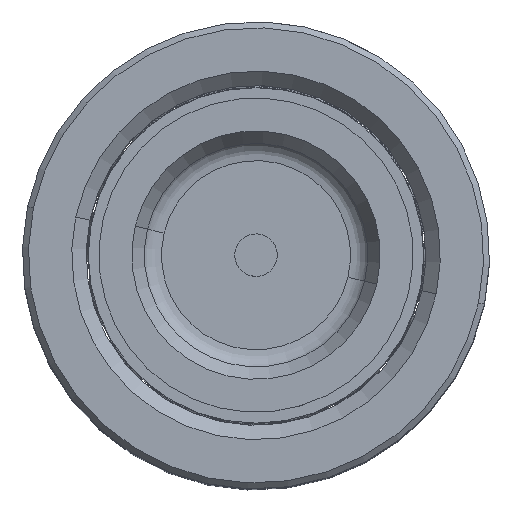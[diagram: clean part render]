
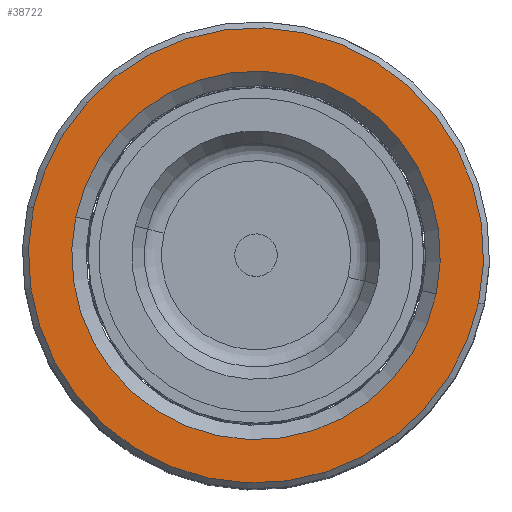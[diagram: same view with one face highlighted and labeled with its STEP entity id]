
A CAD part, top view. The second image highlights one B-rep face of the part: STEP entity #38722.
In plain terms, the highlighted planar face has unit normal (0, 0, 1).
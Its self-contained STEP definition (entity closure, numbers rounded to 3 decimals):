
#1549 = DIRECTION ( 'NONE',  ( 0., 0., -1. ) ) ;
#2224 = ORIENTED_EDGE ( 'NONE', *, *, #41651, .T. ) ;
#5416 = AXIS2_PLACEMENT_3D ( 'NONE', #6590, #16940, #7039 ) ;
#5490 = CIRCLE ( 'NONE', #5416, 21.7 ) ;
#6590 = CARTESIAN_POINT ( 'NONE',  ( 0., 0., 80. ) ) ;
#7039 = DIRECTION ( 'NONE',  ( 1., 0., 0. ) ) ;
#7190 = ORIENTED_EDGE ( 'NONE', *, *, #35968, .T. ) ;
#7702 = EDGE_CURVE ( 'NONE', #23887, #29746, #16433, .T. ) ;
#9234 = FACE_BOUND ( 'NONE', #20653, .T. ) ;
#11721 = DIRECTION ( 'NONE',  ( 1., 0., 0. ) ) ;
#12476 = DIRECTION ( 'NONE',  ( 0., 0., 1. ) ) ;
#14436 = PLANE ( 'NONE',  #39315 ) ;
#15272 = DIRECTION ( 'NONE',  ( 0., 0., 1. ) ) ;
#16433 = CIRCLE ( 'NONE', #38654, 26.8 ) ;
#16644 = DIRECTION ( 'NONE',  ( 1., 0., 0. ) ) ;
#16940 = DIRECTION ( 'NONE',  ( 0., 0., -1. ) ) ;
#17074 = VERTEX_POINT ( 'NONE', #37252 ) ;
#17091 = CARTESIAN_POINT ( 'NONE',  ( 0., 0., 80. ) ) ;
#17256 = AXIS2_PLACEMENT_3D ( 'NONE', #22519, #12476, #29174 ) ;
#20653 = EDGE_LOOP ( 'NONE', ( #37581, #7190 ) ) ;
#21801 = CARTESIAN_POINT ( 'NONE',  ( 0., 0., 80. ) ) ;
#22285 = VERTEX_POINT ( 'NONE', #35609 ) ;
#22519 = CARTESIAN_POINT ( 'NONE',  ( 0., 0., 80. ) ) ;
#22972 = FACE_OUTER_BOUND ( 'NONE', #30326, .T. ) ;
#23887 = VERTEX_POINT ( 'NONE', #27405 ) ;
#27405 = CARTESIAN_POINT ( 'NONE',  ( -26.8, 0., 80. ) ) ;
#27455 = DIRECTION ( 'NONE',  ( 1., 0., 0. ) ) ;
#29174 = DIRECTION ( 'NONE',  ( 1., 0., 0. ) ) ;
#29746 = VERTEX_POINT ( 'NONE', #42442 ) ;
#30326 = EDGE_LOOP ( 'NONE', ( #33121, #2224 ) ) ;
#31414 = EDGE_CURVE ( 'NONE', #22285, #17074, #5490, .T. ) ;
#32894 = CIRCLE ( 'NONE', #17256, 26.8 ) ;
#32898 = CARTESIAN_POINT ( 'NONE',  ( 0., 0., 80. ) ) ;
#33121 = ORIENTED_EDGE ( 'NONE', *, *, #7702, .T. ) ;
#35609 = CARTESIAN_POINT ( 'NONE',  ( 21.7, 0., 80. ) ) ;
#35968 = EDGE_CURVE ( 'NONE', #17074, #22285, #37393, .T. ) ;
#37252 = CARTESIAN_POINT ( 'NONE',  ( -21.7, 0., 80. ) ) ;
#37393 = CIRCLE ( 'NONE', #41535, 21.7 ) ;
#37581 = ORIENTED_EDGE ( 'NONE', *, *, #31414, .T. ) ;
#38654 = AXIS2_PLACEMENT_3D ( 'NONE', #17091, #39367, #16644 ) ;
#38722 = ADVANCED_FACE ( 'NONE', ( #22972, #9234 ), #14436, .T. ) ;
#39315 = AXIS2_PLACEMENT_3D ( 'NONE', #21801, #15272, #11721 ) ;
#39367 = DIRECTION ( 'NONE',  ( 0., 0., 1. ) ) ;
#41535 = AXIS2_PLACEMENT_3D ( 'NONE', #32898, #1549, #27455 ) ;
#41651 = EDGE_CURVE ( 'NONE', #29746, #23887, #32894, .T. ) ;
#42442 = CARTESIAN_POINT ( 'NONE',  ( 26.8, 0., 80. ) ) ;
